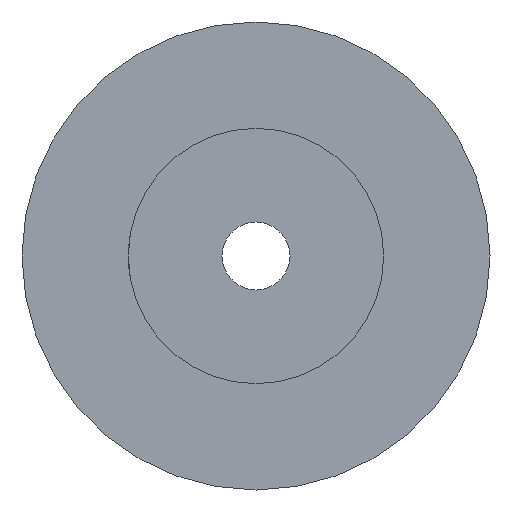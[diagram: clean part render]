
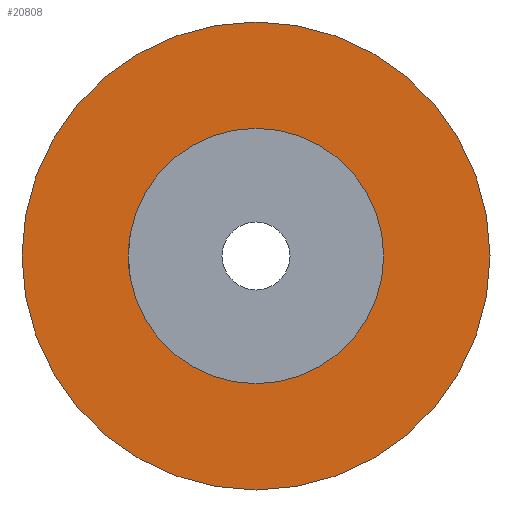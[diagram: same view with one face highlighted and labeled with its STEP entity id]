
A CAD part, front view. The second image highlights one B-rep face of the part: STEP entity #20808.
In plain terms, the highlighted planar face has unit normal (0, -1, 0).
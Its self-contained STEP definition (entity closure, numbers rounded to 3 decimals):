
#1719 = CIRCLE ( 'NONE', #9987, 27.5 ) ;
#1986 = VERTEX_POINT ( 'NONE', #3408 ) ;
#2286 = DIRECTION ( 'NONE',  ( 0., 0., 1. ) ) ;
#2480 = CARTESIAN_POINT ( 'NONE',  ( 0., -2., 0. ) ) ;
#2717 = ORIENTED_EDGE ( 'NONE', *, *, #22028, .F. ) ;
#3408 = CARTESIAN_POINT ( 'NONE',  ( 0., -2., -27.5 ) ) ;
#3517 = EDGE_CURVE ( 'NONE', #16061, #13257, #15806, .T. ) ;
#4438 = DIRECTION ( 'NONE',  ( 0., 1., 0. ) ) ;
#5082 = CARTESIAN_POINT ( 'NONE',  ( 0., -2., 0. ) ) ;
#5974 = PLANE ( 'NONE',  #17811 ) ;
#6252 = CARTESIAN_POINT ( 'NONE',  ( 0., -2., 27.5 ) ) ;
#7117 = EDGE_LOOP ( 'NONE', ( #14745, #18906 ) ) ;
#7312 = FACE_OUTER_BOUND ( 'NONE', #12834, .T. ) ;
#7749 = EDGE_CURVE ( 'NONE', #13257, #16061, #10585, .T. ) ;
#7900 = DIRECTION ( 'NONE',  ( 0., 0., 1. ) ) ;
#9370 = DIRECTION ( 'NONE',  ( 0., -1., 0. ) ) ;
#9987 = AXIS2_PLACEMENT_3D ( 'NONE', #5082, #17517, #12154 ) ;
#10046 = CARTESIAN_POINT ( 'NONE',  ( 0., -2., 15. ) ) ;
#10585 = CIRCLE ( 'NONE', #13752, 15. ) ;
#11617 = AXIS2_PLACEMENT_3D ( 'NONE', #18241, #4438, #7900 ) ;
#12154 = DIRECTION ( 'NONE',  ( 0., 0., 1. ) ) ;
#12188 = CIRCLE ( 'NONE', #11617, 27.5 ) ;
#12834 = EDGE_LOOP ( 'NONE', ( #18758, #2717 ) ) ;
#13162 = DIRECTION ( 'NONE',  ( 0., 0., 1. ) ) ;
#13257 = VERTEX_POINT ( 'NONE', #10046 ) ;
#13508 = CARTESIAN_POINT ( 'NONE',  ( 0., -2., -15. ) ) ;
#13752 = AXIS2_PLACEMENT_3D ( 'NONE', #17692, #22717, #19228 ) ;
#14745 = ORIENTED_EDGE ( 'NONE', *, *, #7749, .T. ) ;
#15806 = CIRCLE ( 'NONE', #16653, 15. ) ;
#16061 = VERTEX_POINT ( 'NONE', #13508 ) ;
#16653 = AXIS2_PLACEMENT_3D ( 'NONE', #2480, #21385, #13162 ) ;
#17517 = DIRECTION ( 'NONE',  ( 0., 1., 0. ) ) ;
#17692 = CARTESIAN_POINT ( 'NONE',  ( 0., -2., 0. ) ) ;
#17811 = AXIS2_PLACEMENT_3D ( 'NONE', #19940, #9370, #2286 ) ;
#18241 = CARTESIAN_POINT ( 'NONE',  ( 0., -2., 0. ) ) ;
#18567 = EDGE_CURVE ( 'NONE', #19802, #1986, #1719, .T. ) ;
#18758 = ORIENTED_EDGE ( 'NONE', *, *, #18567, .F. ) ;
#18906 = ORIENTED_EDGE ( 'NONE', *, *, #3517, .T. ) ;
#19228 = DIRECTION ( 'NONE',  ( 0., 0., 1. ) ) ;
#19802 = VERTEX_POINT ( 'NONE', #6252 ) ;
#19940 = CARTESIAN_POINT ( 'NONE',  ( 0., -2., 0. ) ) ;
#20808 = ADVANCED_FACE ( 'NONE', ( #22521, #7312 ), #5974, .T. ) ;
#21385 = DIRECTION ( 'NONE',  ( 0., 1., 0. ) ) ;
#22028 = EDGE_CURVE ( 'NONE', #1986, #19802, #12188, .T. ) ;
#22521 = FACE_BOUND ( 'NONE', #7117, .T. ) ;
#22717 = DIRECTION ( 'NONE',  ( 0., 1., 0. ) ) ;
